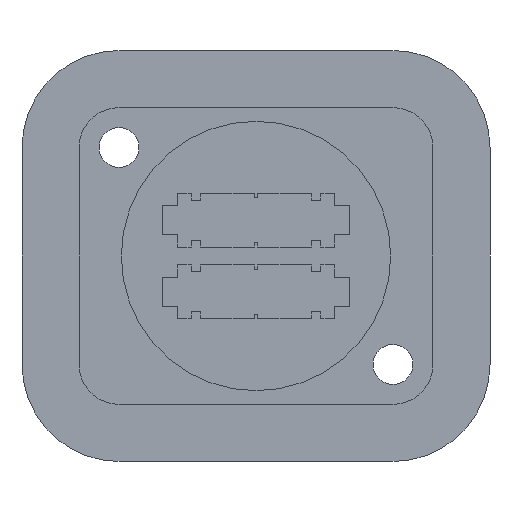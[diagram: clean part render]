
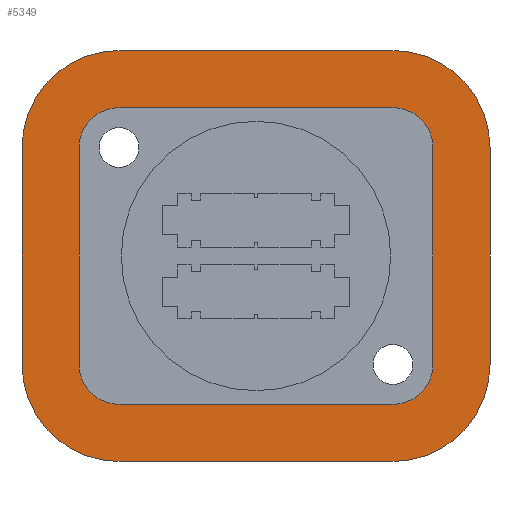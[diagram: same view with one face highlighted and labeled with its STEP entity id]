
A CAD part, left-side view. The second image highlights one B-rep face of the part: STEP entity #5349.
In plain terms, the highlighted planar face has unit normal (-1, 0, 0).
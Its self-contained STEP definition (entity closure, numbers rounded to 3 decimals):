
#2240=CARTESIAN_POINT('',(-1.,12.,-9.5));
#2241=DIRECTION('',(1.,0.,0.));
#2242=DIRECTION('',(0.,0.,-1.));
#2243=AXIS2_PLACEMENT_3D('',#2240,#2241,#2242);
#2248=DIRECTION('',(0.,0.,1.));
#2249=VECTOR('',#2248,19.);
#2250=CARTESIAN_POINT('',(-1.,20.5,-9.5));
#2251=LINE('',#2250,#2249);
#2255=CARTESIAN_POINT('',(-1.,12.,9.5));
#2256=DIRECTION('',(1.,0.,0.));
#2257=DIRECTION('',(0.,1.,0.));
#2258=AXIS2_PLACEMENT_3D('',#2255,#2256,#2257);
#2263=DIRECTION('',(0.,-1.,0.));
#2264=VECTOR('',#2263,24.);
#2265=CARTESIAN_POINT('',(-1.,12.,18.));
#2266=LINE('',#2265,#2264);
#2270=CARTESIAN_POINT('',(-1.,-12.,9.5));
#2271=DIRECTION('',(1.,0.,0.));
#2272=DIRECTION('',(0.,0.,1.));
#2273=AXIS2_PLACEMENT_3D('',#2270,#2271,#2272);
#2278=DIRECTION('',(0.,0.,-1.));
#2279=VECTOR('',#2278,19.);
#2280=CARTESIAN_POINT('',(-1.,-20.5,9.5));
#2281=LINE('',#2280,#2279);
#2285=CARTESIAN_POINT('',(-1.,-12.,-9.5));
#2286=DIRECTION('',(1.,0.,0.));
#2287=DIRECTION('',(0.,-1.,0.));
#2288=AXIS2_PLACEMENT_3D('',#2285,#2286,#2287);
#2293=DIRECTION('',(0.,1.,0.));
#2294=VECTOR('',#2293,24.);
#2295=CARTESIAN_POINT('',(-1.,-12.,-18.));
#2296=LINE('',#2295,#2294);
#2300=DIRECTION('',(0.,-1.,0.));
#2301=VECTOR('',#2300,24.);
#2302=CARTESIAN_POINT('',(-1.,12.,-13.));
#2303=LINE('',#2302,#2301);
#2307=CARTESIAN_POINT('',(-1.,-12.,-9.5));
#2308=DIRECTION('',(-1.,0.,0.));
#2309=DIRECTION('',(0.,0.,-1.));
#2310=AXIS2_PLACEMENT_3D('',#2307,#2308,#2309);
#2315=DIRECTION('',(0.,0.,1.));
#2316=VECTOR('',#2315,19.);
#2317=CARTESIAN_POINT('',(-1.,-15.5,-9.5));
#2318=LINE('',#2317,#2316);
#2322=CARTESIAN_POINT('',(-1.,-12.,9.5));
#2323=DIRECTION('',(-1.,0.,0.));
#2324=DIRECTION('',(0.,-1.,0.));
#2325=AXIS2_PLACEMENT_3D('',#2322,#2323,#2324);
#2330=DIRECTION('',(0.,1.,0.));
#2331=VECTOR('',#2330,24.);
#2332=CARTESIAN_POINT('',(-1.,-12.,13.));
#2333=LINE('',#2332,#2331);
#2337=CARTESIAN_POINT('',(-1.,12.,9.5));
#2338=DIRECTION('',(-1.,0.,0.));
#2339=DIRECTION('',(0.,0.,1.));
#2340=AXIS2_PLACEMENT_3D('',#2337,#2338,#2339);
#2345=DIRECTION('',(0.,0.,-1.));
#2346=VECTOR('',#2345,19.);
#2347=CARTESIAN_POINT('',(-1.,15.5,9.5));
#2348=LINE('',#2347,#2346);
#2352=CARTESIAN_POINT('',(-1.,12.,-9.5));
#2353=DIRECTION('',(-1.,0.,0.));
#2354=DIRECTION('',(0.,1.,0.));
#2355=AXIS2_PLACEMENT_3D('',#2352,#2353,#2354);
#3468=CARTESIAN_POINT('',(-1.,12.,-18.));
#3469=CARTESIAN_POINT('',(-1.,20.5,-9.5));
#3470=VERTEX_POINT('',#3468);
#3471=VERTEX_POINT('',#3469);
#3472=CARTESIAN_POINT('',(-1.,20.5,9.5));
#3473=VERTEX_POINT('',#3472);
#3474=CARTESIAN_POINT('',(-1.,12.,18.));
#3475=VERTEX_POINT('',#3474);
#3476=CARTESIAN_POINT('',(-1.,-12.,18.));
#3477=VERTEX_POINT('',#3476);
#3478=CARTESIAN_POINT('',(-1.,-20.5,9.5));
#3479=VERTEX_POINT('',#3478);
#3480=CARTESIAN_POINT('',(-1.,-20.5,-9.5));
#3481=VERTEX_POINT('',#3480);
#3482=CARTESIAN_POINT('',(-1.,-12.,-18.));
#3483=VERTEX_POINT('',#3482);
#3484=CARTESIAN_POINT('',(-1.,12.,-13.));
#3485=CARTESIAN_POINT('',(-1.,-12.,-13.));
#3486=VERTEX_POINT('',#3484);
#3487=VERTEX_POINT('',#3485);
#3488=CARTESIAN_POINT('',(-1.,-15.5,-9.5));
#3489=VERTEX_POINT('',#3488);
#3490=CARTESIAN_POINT('',(-1.,-15.5,9.5));
#3491=VERTEX_POINT('',#3490);
#3492=CARTESIAN_POINT('',(-1.,-12.,13.));
#3493=VERTEX_POINT('',#3492);
#3494=CARTESIAN_POINT('',(-1.,12.,13.));
#3495=VERTEX_POINT('',#3494);
#3496=CARTESIAN_POINT('',(-1.,15.5,9.5));
#3497=VERTEX_POINT('',#3496);
#3498=CARTESIAN_POINT('',(-1.,15.5,-9.5));
#3499=VERTEX_POINT('',#3498);
#5316=CARTESIAN_POINT('',(-1.,0.,0.));
#5317=DIRECTION('',(1.,0.,0.));
#5318=DIRECTION('',(0.,0.,-1.));
#5319=AXIS2_PLACEMENT_3D('',#5316,#5317,#5318);
#5320=PLANE('',#5319);
#5321=ORIENTED_EDGE('',*,*,#5227,.T.);
#5322=ORIENTED_EDGE('',*,*,#5241,.T.);
#5323=ORIENTED_EDGE('',*,*,#5255,.T.);
#5324=ORIENTED_EDGE('',*,*,#5269,.T.);
#5325=ORIENTED_EDGE('',*,*,#5283,.T.);
#5326=ORIENTED_EDGE('',*,*,#5297,.T.);
#5327=ORIENTED_EDGE('',*,*,#5310,.T.);
#5328=ORIENTED_EDGE('',*,*,#5212,.T.);
#5329=EDGE_LOOP('',(#5321,#5322,#5323,#5324,#5325,#5326,#5327,#5328));
#5330=FACE_OUTER_BOUND('',#5329,.F.);
#5332=ORIENTED_EDGE('',*,*,#5331,.T.);
#5334=ORIENTED_EDGE('',*,*,#5333,.T.);
#5336=ORIENTED_EDGE('',*,*,#5335,.T.);
#5338=ORIENTED_EDGE('',*,*,#5337,.T.);
#5340=ORIENTED_EDGE('',*,*,#5339,.T.);
#5342=ORIENTED_EDGE('',*,*,#5341,.T.);
#5344=ORIENTED_EDGE('',*,*,#5343,.T.);
#5346=ORIENTED_EDGE('',*,*,#5345,.T.);
#5347=EDGE_LOOP('',(#5332,#5334,#5336,#5338,#5340,#5342,#5344,#5346));
#5348=FACE_BOUND('',#5347,.F.);
#5349=ADVANCED_FACE('',(#5330,#5348),#5320,.F.);
#2244=CIRCLE('',#2243,8.5);
#2259=CIRCLE('',#2258,8.5);
#2274=CIRCLE('',#2273,8.5);
#2289=CIRCLE('',#2288,8.5);
#2311=CIRCLE('',#2310,3.5);
#2326=CIRCLE('',#2325,3.5);
#2341=CIRCLE('',#2340,3.5);
#2356=CIRCLE('',#2355,3.5);
#5212=EDGE_CURVE('',#3483,#3470,#2296,.T.);
#5227=EDGE_CURVE('',#3470,#3471,#2244,.T.);
#5241=EDGE_CURVE('',#3471,#3473,#2251,.T.);
#5255=EDGE_CURVE('',#3473,#3475,#2259,.T.);
#5269=EDGE_CURVE('',#3475,#3477,#2266,.T.);
#5283=EDGE_CURVE('',#3477,#3479,#2274,.T.);
#5297=EDGE_CURVE('',#3479,#3481,#2281,.T.);
#5310=EDGE_CURVE('',#3481,#3483,#2289,.T.);
#5331=EDGE_CURVE('',#3486,#3487,#2303,.T.);
#5333=EDGE_CURVE('',#3487,#3489,#2311,.T.);
#5335=EDGE_CURVE('',#3489,#3491,#2318,.T.);
#5337=EDGE_CURVE('',#3491,#3493,#2326,.T.);
#5339=EDGE_CURVE('',#3493,#3495,#2333,.T.);
#5341=EDGE_CURVE('',#3495,#3497,#2341,.T.);
#5343=EDGE_CURVE('',#3497,#3499,#2348,.T.);
#5345=EDGE_CURVE('',#3499,#3486,#2356,.T.);
